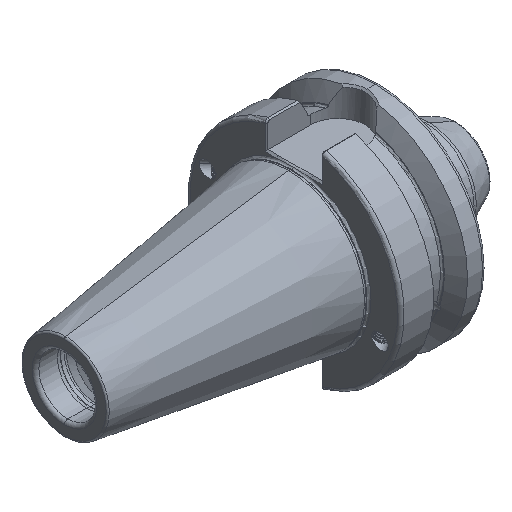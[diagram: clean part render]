
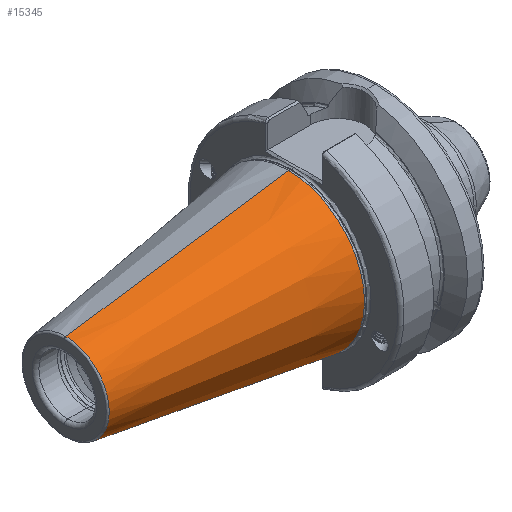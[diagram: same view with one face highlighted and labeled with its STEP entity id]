
A CAD part, isometric view. The second image highlights one B-rep face of the part: STEP entity #15345.
In plain terms, the highlighted conical face has half-angle 8.297 degrees and reference radius 22.298 mm.
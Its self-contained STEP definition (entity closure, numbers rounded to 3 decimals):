
#69 = CARTESIAN_POINT ( 'NONE',  ( -1.5, 0., 22.298 ) ) ;
#89 = CARTESIAN_POINT ( 'NONE',  ( -66.972, 0., -12.75 ) ) ;
#695 = CARTESIAN_POINT ( 'NONE',  ( -66.972, 0., 12.75 ) ) ;
#696 = CARTESIAN_POINT ( 'NONE',  ( -1.5, 0., -22.298 ) ) ;
#1142 = EDGE_CURVE ( 'NONE', #2609, #2695, #8042, .T. ) ;
#1235 = EDGE_CURVE ( 'NONE', #2633, #2575, #8029, .T. ) ;
#2575 = VERTEX_POINT ( 'NONE', #696 ) ;
#2609 = VERTEX_POINT ( 'NONE', #695 ) ;
#2633 = VERTEX_POINT ( 'NONE', #69 ) ;
#2695 = VERTEX_POINT ( 'NONE', #89 ) ;
#2797 = ORIENTED_EDGE ( 'NONE', *, *, #1142, .T. ) ;
#2799 = ORIENTED_EDGE ( 'NONE', *, *, #15505, .T. ) ;
#2818 = ORIENTED_EDGE ( 'NONE', *, *, #1235, .F. ) ;
#2848 = ORIENTED_EDGE ( 'NONE', *, *, #15488, .F. ) ;
#6200 = AXIS2_PLACEMENT_3D ( 'NONE', #19482, #19510, #19497 ) ;
#6221 = AXIS2_PLACEMENT_3D ( 'NONE', #19796, #19801, #19813 ) ;
#6398 = AXIS2_PLACEMENT_3D ( 'NONE', #14394, #14369, #14366 ) ;
#8029 = CIRCLE ( 'NONE', #6221, 22.298 ) ;
#8042 = CIRCLE ( 'NONE', #6200, 12.75 ) ;
#8513 = EDGE_LOOP ( 'NONE', ( #2848, #2797, #2799, #2818 ) ) ;
#12767 = DIRECTION ( 'NONE',  ( 0.99, 0., 0.144 ) ) ;
#12774 = CARTESIAN_POINT ( 'NONE',  ( -1.5, 0., 22.298 ) ) ;
#12879 = CARTESIAN_POINT ( 'NONE',  ( -1.5, 0., -22.298 ) ) ;
#12907 = DIRECTION ( 'NONE',  ( 0.99, 0., -0.144 ) ) ;
#14366 = DIRECTION ( 'NONE',  ( 0., 0., -1. ) ) ;
#14369 = DIRECTION ( 'NONE',  ( 1., 0., 0. ) ) ;
#14394 = CARTESIAN_POINT ( 'NONE',  ( -1.5, 0., 0. ) ) ;
#15345 = ADVANCED_FACE ( 'NONE', ( #20260 ), #20294, .T. ) ;
#15488 = EDGE_CURVE ( 'NONE', #2609, #2633, #20743, .T. ) ;
#15505 = EDGE_CURVE ( 'NONE', #2695, #2575, #20634, .T. ) ;
#19482 = CARTESIAN_POINT ( 'NONE',  ( -66.972, 0., 0. ) ) ;
#19497 = DIRECTION ( 'NONE',  ( 0., 0., -1. ) ) ;
#19510 = DIRECTION ( 'NONE',  ( 1., 0., 0. ) ) ;
#19796 = CARTESIAN_POINT ( 'NONE',  ( -1.5, 0., 0. ) ) ;
#19801 = DIRECTION ( 'NONE',  ( 1., 0., 0. ) ) ;
#19813 = DIRECTION ( 'NONE',  ( 0., 0., -1. ) ) ;
#20260 = FACE_OUTER_BOUND ( 'NONE', #8513, .T. ) ;
#20294 = CONICAL_SURFACE ( 'NONE', #6398, 22.298, 0.145 ) ;
#20632 = VECTOR ( 'NONE', #12767, 1000. ) ;
#20634 = LINE ( 'NONE', #12879, #20639 ) ;
#20639 = VECTOR ( 'NONE', #12907, 1000. ) ;
#20743 = LINE ( 'NONE', #12774, #20632 ) ;
